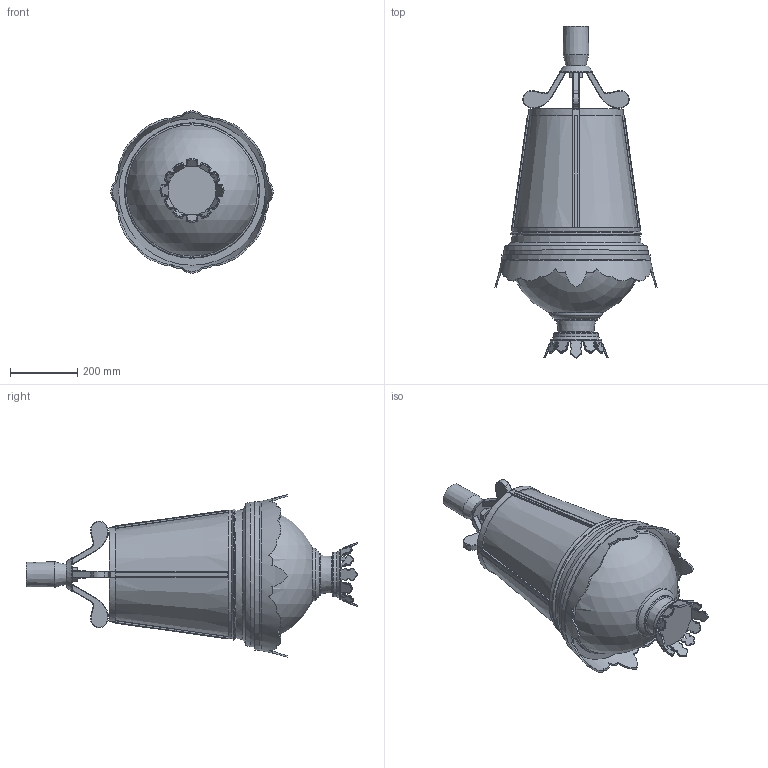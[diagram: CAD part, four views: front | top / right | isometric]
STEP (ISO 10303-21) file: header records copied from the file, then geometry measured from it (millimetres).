
FILE_DESCRIPTION (( 'STEP AP214' ), '1' );
FILE_NAME ('URBAN_FDO.STEP', '2025-07-30T14:13:34', ( '' ), ( '' ), 'SwSTEP 2.0', 'SolidWorks 2024', '' );
FILE_SCHEMA (( 'AUTOMOTIVE_DESIGN' ));
Length unit declared in the file: millimetre
Products named in the file (1): URBAN_FDO
Bounding box: 483.85 x 987.6 x 483.86 mm (x, y, z)
Volume: 18607482.4 mm3; surface area: 1970742.9 mm2
Topology: 9 solids, 9 shells, 576 faces, 1517 edges, 969 vertices
Faces by surface type: plane 279, cylinder 208, torus 49, cone 39, sphere 1
Full cylindrical faces by diameter (mm): 10 x4, 22 x2, 100 x1, 105 x2, 116.346 x1, 133 x1, 280.001 x1, 367.601 x1, 390.821 x1, 430 x1, 441.006 x1
Entity records: 19511 total; most frequent: CARTESIAN_POINT 5359, DIRECTION 2944, ORIENTED_EDGE 2900, EDGE_CURVE 1450, AXIS2_PLACEMENT_3D 1057, VERTEX_POINT 950, LINE 830, VECTOR 830
